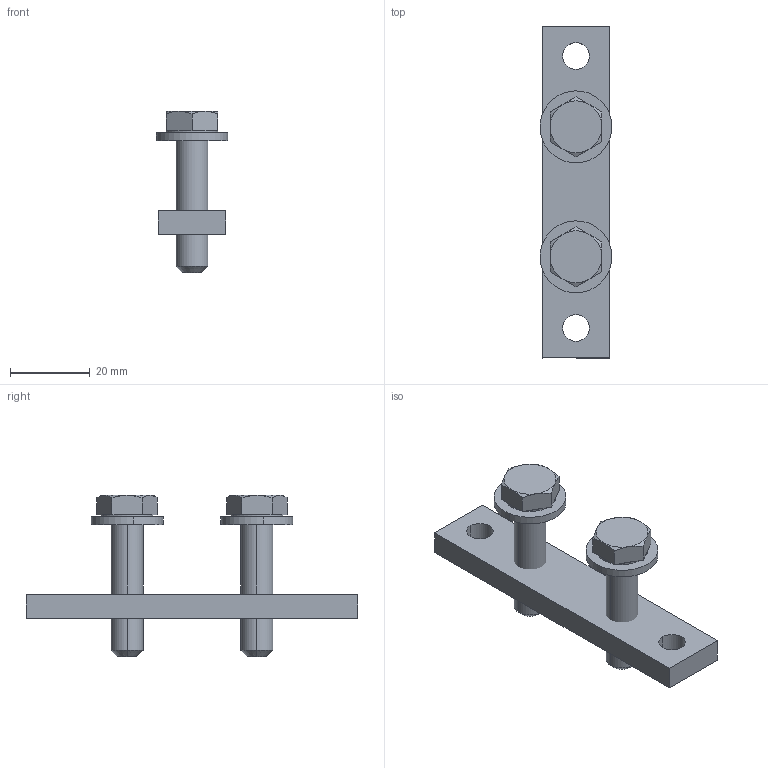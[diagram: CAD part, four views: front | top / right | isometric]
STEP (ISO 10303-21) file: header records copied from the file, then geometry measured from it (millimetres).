
FILE_DESCRIPTION(('STEP AP214'),'1');
FILE_NAME('cctmp_9DA3253C-5C87-4D10-8DAA-F11423DBCCAD_2023_03_29_08_32_06_0457..stp','2023-03-29T06:32:06',('SIEMENS A&D'),('CADClick - www.CADClick.com'),'Spatial InterOp 3D postprocessed',' ','unknown authorization');
FILE_SCHEMA(('AUTOMOTIVE_DESIGN'));
Length unit declared in the file: millimetre
Products named in the file (4): cc_unnamed; 2023_03_29_08_32_06_0450; 2023_03_29_08_32_06_0446; 2023_03_29_08_32_06_0442
Assembly tree (3 placements, depth 2):
  cc_unnamed
    2023_03_29_08_32_06_0450
    2023_03_29_08_32_06_0446
    2023_03_29_08_32_06_0442
Bounding box: 18 x 83 x 40.3 mm (x, y, z)
Volume: 13427.7 mm3; surface area: 7816.3 mm2
Topology: 3 solids, 3 shells, 80 faces, 172 edges, 104 vertices
Faces by surface type: plane 40, cylinder 24, cone 16
Entity records: 2552 total; most frequent: CARTESIAN_POINT 432, DIRECTION 388, ORIENTED_EDGE 344, EDGE_CURVE 172, AXIS2_PLACEMENT_3D 156, VERTEX_POINT 104, EDGE_LOOP 94, STYLED_ITEM 83
